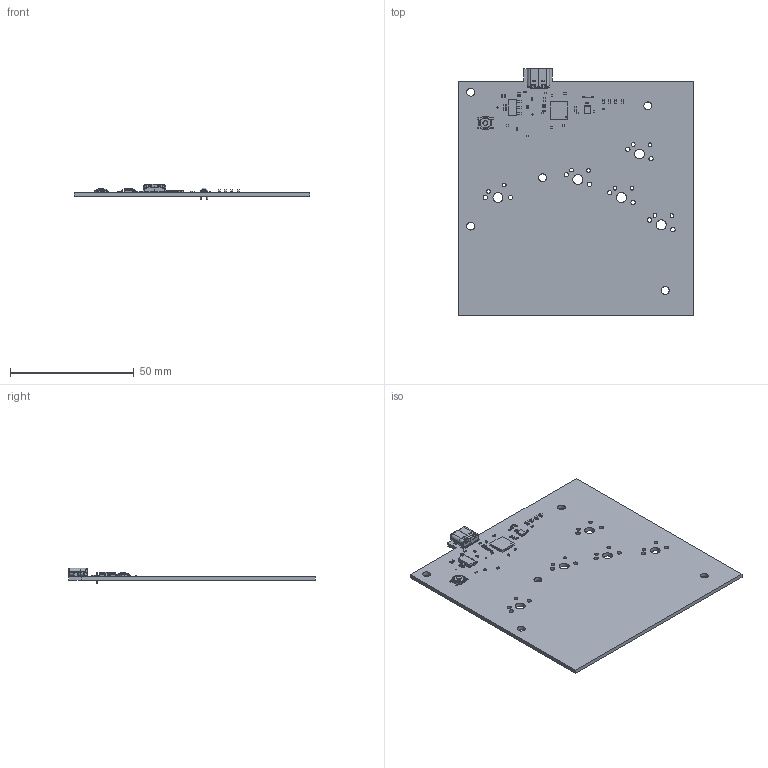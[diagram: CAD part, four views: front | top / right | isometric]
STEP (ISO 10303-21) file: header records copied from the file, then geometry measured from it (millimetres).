
FILE_DESCRIPTION(('KiCad electronic assembly'),'2;1');
FILE_NAME('4board_a.step','2024-07-24T17:18:18',('Pcbnew'),('Kicad'), 'Open CASCADE STEP processor 7.8','KiCad to STEP converter','Unknown' );
FILE_SCHEMA(('AUTOMOTIVE_DESIGN { 1 0 10303 214 1 1 1 1 }'));
Length unit declared in the file: millimetre
Products named in the file (20): 4board_a 1; R_0402_1005Metric; C_0402_1005Metric; LED_0603_1608Metric; SW_SPST_TL3342; SOT-223; SOT_223; Crystal_SMD_3225-4Pin_3.2x2.5mm; USB_C_Receptacle_GCT_USB4105-xx-A_16P_TopMnt_Horizontal; USB_C_Receptacle_16P_TopMnt_Horizontal_GCT_USB4105-xx-A; QFN-56-1EP_7x7mm_P0.4mm_EP3.2x3.2mm; QFN_56_1EP_7x7mm_P04mm_EP32x32mm; TestPoint_Bridge_Pitch2.54mm_Drill0.7mm; 4board_a_PCB
Assembly tree (47 placements, depth 3):
  4board_a 1
    R_0402_1005Metric  x9
      R_0402_1005Metric
    C_0402_1005Metric  x18
      C_0402_1005Metric
    LED_0603_1608Metric  x4
      LED_0603_1608Metric
    SW_SPST_TL3342
      SW_SPST_TL3342
    SOT-223
      SOT_223
    Crystal_SMD_3225-4Pin_3.2x2.5mm
      Crystal_SMD_3225-4Pin_3.2x2.5mm
    USB_C_Receptacle_GCT_USB4105-xx-A_16P_TopMnt_Horizontal
      USB_C_Receptacle_16P_TopMnt_Horizontal_GCT_USB4105-xx-A
    QFN-56-1EP_7x7mm_P0.4mm_EP3.2x3.2mm
      QFN_56_1EP_7x7mm_P04mm_EP32x32mm
    TestPoint_Bridge_Pitch2.54mm_Drill0.7mm
      TestPoint_Bridge_Pitch2.54mm_Drill0.7mm
    4board_a_PCB
Bounding box: 95 x 99.5 x 6.31 mm (x, y, z)
Volume: 14456.9 mm3; surface area: 19774.9 mm2
Topology: 73 solids, 74 shells, 2310 faces, 6084 edges, 3963 vertices
Faces by surface type: plane 1686, cylinder 582, bspline 32, cone 8, torus 2
Full cylindrical faces by diameter (mm): 0.35 x9, 0.4 x1, 0.5 x6, 0.65 x2, 0.7 x3, 1.5 x10, 1.75 x10, 2 x1, 3.2 x5, 4 x5
Entity records: 54354 total; most frequent: CARTESIAN_POINT 9066, ORIENTED_EDGE 7834, DIRECTION 7414, EDGE_CURVE 3917, LINE 3252, VECTOR 3252, VERTEX_POINT 2537, AXIS2_PLACEMENT_3D 2081
